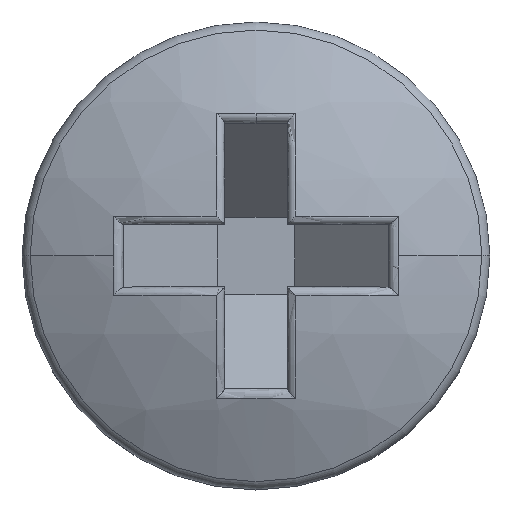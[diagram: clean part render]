
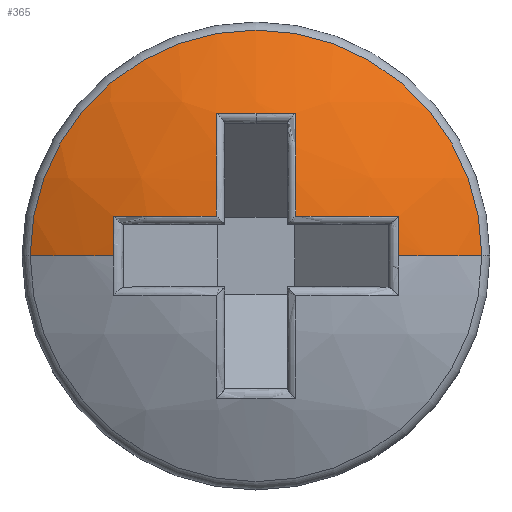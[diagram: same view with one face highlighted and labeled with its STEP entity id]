
A CAD part, top view. The second image highlights one B-rep face of the part: STEP entity #365.
In plain terms, the highlighted spherical face has radius 6.025 mm.
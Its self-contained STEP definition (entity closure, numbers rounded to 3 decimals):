
#230 = VERTEX_POINT('',#231);
#231 = CARTESIAN_POINT('',(2.896,0.,7.858));
#239 = VERTEX_POINT('',#240);
#240 = CARTESIAN_POINT('',(-2.896,0.,
    7.858));
#263 = EDGE_CURVE('',#230,#239,#264,.T.);
#264 = CIRCLE('',#265,2.896);
#265 = AXIS2_PLACEMENT_3D('',#266,#267,#268);
#266 = CARTESIAN_POINT('',(0.,0.,7.858));
#267 = DIRECTION('',(0.,0.,1.));
#268 = DIRECTION('',(-1.,0.,0.));
#281 = EDGE_CURVE('',#239,#282,#284,.T.);
#282 = VERTEX_POINT('',#283);
#283 = CARTESIAN_POINT('',(-1.83,0.,
    8.315));
#284 = CIRCLE('',#285,6.025);
#285 = AXIS2_PLACEMENT_3D('',#286,#287,#288);
#286 = CARTESIAN_POINT('',(0.,0.,2.575));
#287 = DIRECTION('',(0.,1.,0.));
#288 = DIRECTION('',(-1.,0.,0.));
#291 = EDGE_CURVE('',#230,#292,#294,.T.);
#292 = VERTEX_POINT('',#293);
#293 = CARTESIAN_POINT('',(1.83,0.,8.315));
#294 = CIRCLE('',#295,6.025);
#295 = AXIS2_PLACEMENT_3D('',#296,#297,#298);
#296 = CARTESIAN_POINT('',(0.,0.,2.575));
#297 = DIRECTION('',(0.,-1.,0.));
#298 = DIRECTION('',(0.,0.,-1.));
#365 = ADVANCED_FACE('',(#366),#441,.T.);
#366 = FACE_BOUND('',#367,.T.);
#367 = EDGE_LOOP('',(#368,#369,#370,#379,#388,#397,#406,#415,#424,#433,
    #440));
#368 = ORIENTED_EDGE('',*,*,#263,.T.);
#369 = ORIENTED_EDGE('',*,*,#281,.T.);
#370 = ORIENTED_EDGE('',*,*,#371,.T.);
#371 = EDGE_CURVE('',#282,#372,#374,.T.);
#372 = VERTEX_POINT('',#373);
#373 = CARTESIAN_POINT('',(-1.83,0.508,8.293
    ));
#374 = CIRCLE('',#375,5.74);
#375 = AXIS2_PLACEMENT_3D('',#376,#377,#378);
#376 = CARTESIAN_POINT('',(-1.83,0.,2.575));
#377 = DIRECTION('',(-1.,0.,0.));
#378 = DIRECTION('',(0.,1.,0.));
#379 = ORIENTED_EDGE('',*,*,#380,.T.);
#380 = EDGE_CURVE('',#372,#381,#383,.T.);
#381 = VERTEX_POINT('',#382);
#382 = CARTESIAN_POINT('',(-0.508,0.508,8.557
    ));
#383 = CIRCLE('',#384,6.004);
#384 = AXIS2_PLACEMENT_3D('',#385,#386,#387);
#385 = CARTESIAN_POINT('',(0.,0.508,2.575));
#386 = DIRECTION('',(0.,1.,0.));
#387 = DIRECTION('',(1.,0.,0.));
#388 = ORIENTED_EDGE('',*,*,#389,.T.);
#389 = EDGE_CURVE('',#381,#390,#392,.T.);
#390 = VERTEX_POINT('',#391);
#391 = CARTESIAN_POINT('',(-0.508,1.83,8.293
    ));
#392 = CIRCLE('',#393,6.004);
#393 = AXIS2_PLACEMENT_3D('',#394,#395,#396);
#394 = CARTESIAN_POINT('',(-0.508,0.,2.575));
#395 = DIRECTION('',(-1.,0.,0.));
#396 = DIRECTION('',(0.,1.,0.));
#397 = ORIENTED_EDGE('',*,*,#398,.T.);
#398 = EDGE_CURVE('',#390,#399,#401,.T.);
#399 = VERTEX_POINT('',#400);
#400 = CARTESIAN_POINT('',(0.,1.83,8.315));
#401 = CIRCLE('',#402,5.74);
#402 = AXIS2_PLACEMENT_3D('',#403,#404,#405);
#403 = CARTESIAN_POINT('',(0.,1.83,2.575));
#404 = DIRECTION('',(0.,1.,0.));
#405 = DIRECTION('',(0.,0.,-1.));
#406 = ORIENTED_EDGE('',*,*,#407,.T.);
#407 = EDGE_CURVE('',#399,#408,#410,.T.);
#408 = VERTEX_POINT('',#409);
#409 = CARTESIAN_POINT('',(0.508,1.83,8.293)
  );
#410 = CIRCLE('',#411,5.74);
#411 = AXIS2_PLACEMENT_3D('',#412,#413,#414);
#412 = CARTESIAN_POINT('',(0.,1.83,2.575));
#413 = DIRECTION('',(0.,1.,0.));
#414 = DIRECTION('',(0.,0.,-1.));
#415 = ORIENTED_EDGE('',*,*,#416,.T.);
#416 = EDGE_CURVE('',#408,#417,#419,.T.);
#417 = VERTEX_POINT('',#418);
#418 = CARTESIAN_POINT('',(0.508,0.508,8.557)
  );
#419 = CIRCLE('',#420,6.004);
#420 = AXIS2_PLACEMENT_3D('',#421,#422,#423);
#421 = CARTESIAN_POINT('',(0.508,0.,2.575));
#422 = DIRECTION('',(1.,0.,0.));
#423 = DIRECTION('',(0.,-1.,0.));
#424 = ORIENTED_EDGE('',*,*,#425,.T.);
#425 = EDGE_CURVE('',#417,#426,#428,.T.);
#426 = VERTEX_POINT('',#427);
#427 = CARTESIAN_POINT('',(1.83,0.508,8.293)
  );
#428 = CIRCLE('',#429,6.004);
#429 = AXIS2_PLACEMENT_3D('',#430,#431,#432);
#430 = CARTESIAN_POINT('',(0.,0.508,2.575));
#431 = DIRECTION('',(0.,1.,0.));
#432 = DIRECTION('',(1.,0.,0.));
#433 = ORIENTED_EDGE('',*,*,#434,.T.);
#434 = EDGE_CURVE('',#426,#292,#435,.T.);
#435 = CIRCLE('',#436,5.74);
#436 = AXIS2_PLACEMENT_3D('',#437,#438,#439);
#437 = CARTESIAN_POINT('',(1.83,0.,2.575));
#438 = DIRECTION('',(1.,0.,0.));
#439 = DIRECTION('',(0.,0.,1.));
#440 = ORIENTED_EDGE('',*,*,#291,.F.);
#441 = SPHERICAL_SURFACE('',#442,6.025);
#442 = AXIS2_PLACEMENT_3D('',#443,#444,#445);
#443 = CARTESIAN_POINT('',(0.,0.,2.575));
#444 = DIRECTION('',(0.,1.,0.));
#445 = DIRECTION('',(1.,0.,0.));
